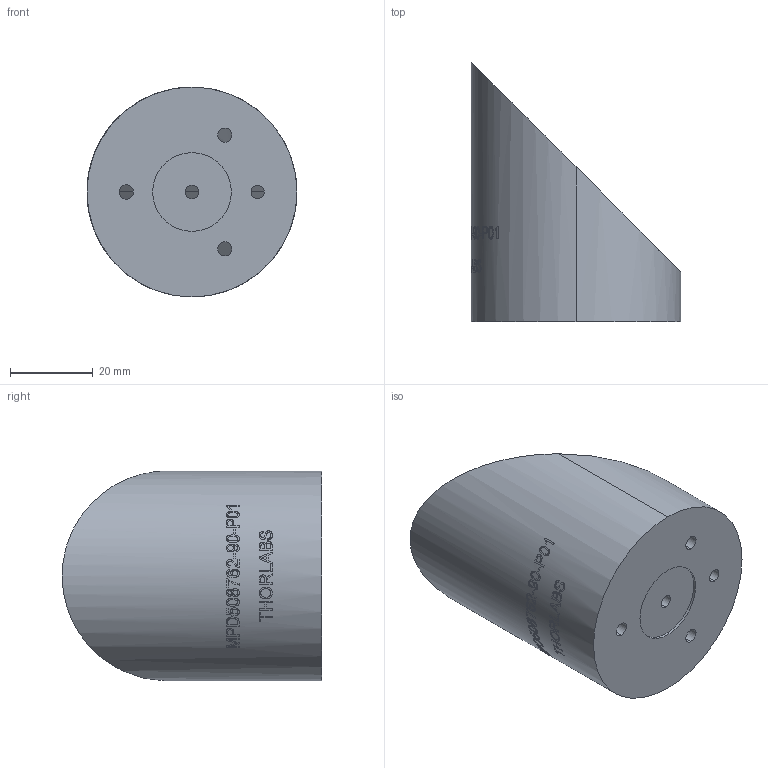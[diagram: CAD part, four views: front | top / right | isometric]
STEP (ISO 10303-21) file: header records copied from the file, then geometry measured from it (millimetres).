
FILE_DESCRIPTION (( 'STEP AP214' ), '1' );
FILE_NAME ('22881-E0W.STEP', '2011-09-13T18:57:51', ( 'Admin' ), ( '' ), 'SwSTEP 2.0', 'SolidWorks 2011', '' );
FILE_SCHEMA (( 'AUTOMOTIVE_DESIGN' ));
Length unit declared in the file: millimetre
Products named in the file (1): 22881-E0W
Bounding box: 50.8 x 62.8 x 50.8 mm (x, y, z)
Surface area: 11234.6 mm2 (no closed solid volume)
Topology: 0 solids, 1 shells, 57 faces, 331 edges, 316 vertices
Faces by surface type: cylinder 53, bspline 2, plane 2
Entity records: 8786 total; most frequent: CARTESIAN_POINT 5636, ORIENTED_EDGE 652, DIRECTION 348, EDGE_CURVE 331, VERTEX_POINT 316, B_SPLINE_CURVE_WITH_KNOTS 185, AXIS2_PLACEMENT_3D 146, EDGE_LOOP 102
